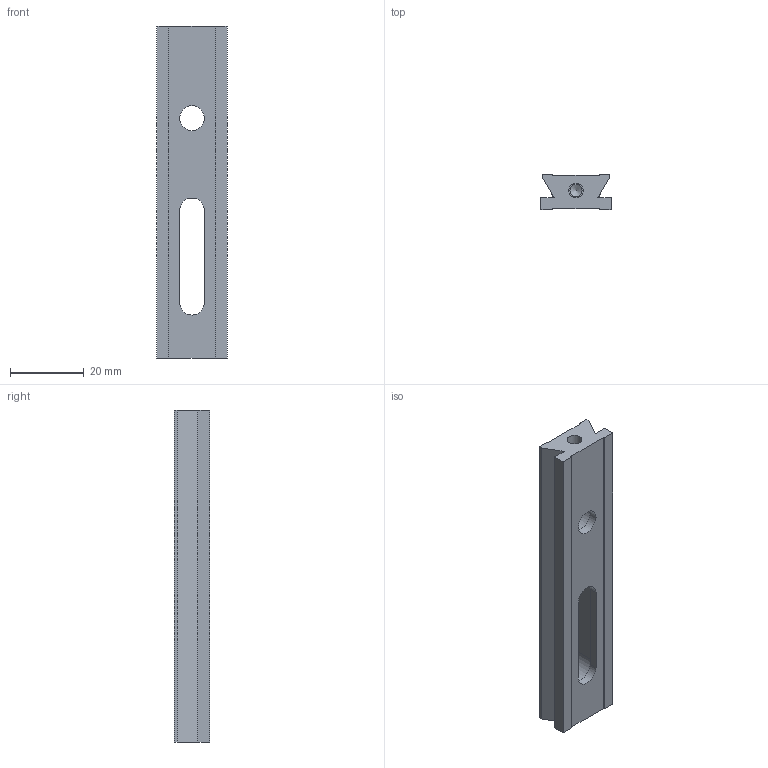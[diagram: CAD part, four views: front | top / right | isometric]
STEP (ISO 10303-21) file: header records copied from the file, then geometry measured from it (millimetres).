
FILE_DESCRIPTION(/* description */ ('STEP AP214'),/* implementation_level */ '2;1');
FILE_NAME(/* name */ 'RLA300_M-Step_cut45.stp',/* time_stamp */ '2021-07-08T19:06:56+02:00',/* author */ ('Charlene Brillard'),/* organization */ (''),/* preprocessor_version */ 'ST-DEVELOPER v16.5',/* originating_system */ 'Autodesk Inventor 2017',/* authorisation */ '');
FILE_SCHEMA (('AUTOMOTIVE_DESIGN { 1 0 10303 214 3 1 1 }'));
Length unit declared in the file: millimetre
Products named in the file (1): RLA300_M-Step_cut45
Bounding box: 19.05 x 9.53 x 90 mm (x, y, z)
Volume: 10113.1 mm3; surface area: 6944 mm2
Topology: 1 solids, 1 shells, 700 faces, 1995 edges, 1330 vertices
Faces by surface type: plane 494, bspline 195, cylinder 9, cone 2
Full cylindrical faces by diameter (mm): 1.588 x1, 3.3 x1, 4 x1, 6.731 x1, 10.312 x1
Entity records: 31188 total; most frequent: CARTESIAN_POINT 13566, ORIENTED_EDGE 3968, DIRECTION 2624, EDGE_CURVE 1984, LINE 1576, VECTOR 1576, VERTEX_POINT 1326, EDGE_LOOP 744
